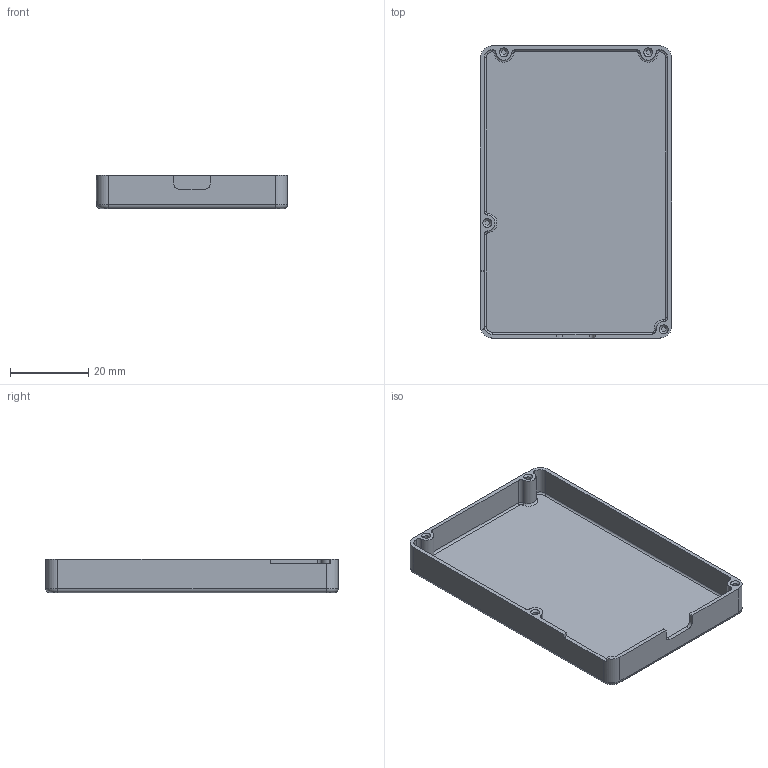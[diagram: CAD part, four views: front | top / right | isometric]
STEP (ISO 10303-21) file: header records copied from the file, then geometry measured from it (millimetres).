
FILE_DESCRIPTION(/* description */ (''),/* implementation_level */ '2;1');
FILE_NAME(/* name */ 'PCB business card enclosure v20.step',/* time_stamp */ '2024-11-01T16:56:33-05:00',/* author */ (''),/* organization */ (''),/* preprocessor_version */ 'ST-DEVELOPER v20',/* originating_system */ 'Autodesk Translation Framework v13.20.0.188',/* authorisation */ '');
FILE_SCHEMA (('AUTOMOTIVE_DESIGN { 1 0 10303 214 3 1 1 }'));
Length unit declared in the file: millimetre
Products named in the file (1): PCB business card enclosure
Bounding box: 49 x 74.88 x 8.5 mm (x, y, z)
Volume: 5606 mm3; surface area: 11084.6 mm2
Topology: 1 solids, 1 shells, 88 faces, 212 edges, 130 vertices
Faces by surface type: cylinder 40, plane 25, torus 11, bspline 8, cone 4
Full cylindrical faces by diameter (mm): 1.25 x4
Entity records: 2649 total; most frequent: CARTESIAN_POINT 519, DIRECTION 483, ORIENTED_EDGE 424, EDGE_CURVE 212, AXIS2_PLACEMENT_3D 192, VERTEX_POINT 130, CIRCLE 111, LINE 99
